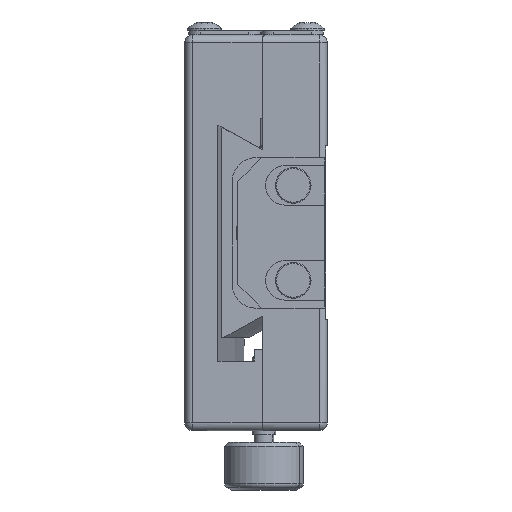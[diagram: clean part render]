
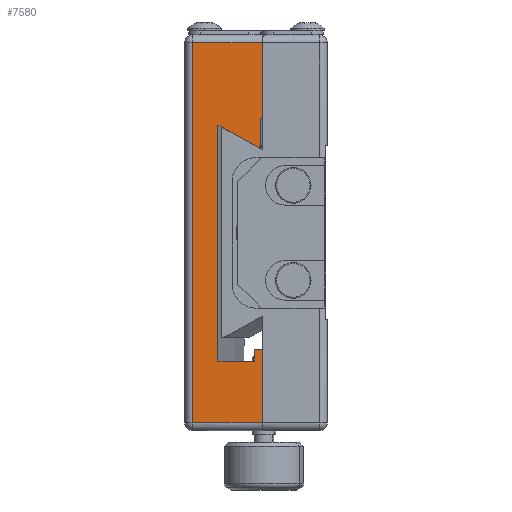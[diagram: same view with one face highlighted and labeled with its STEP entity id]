
A CAD part, left-side view. The second image highlights one B-rep face of the part: STEP entity #7580.
In plain terms, the highlighted planar face has unit normal (-1, 0, 0).
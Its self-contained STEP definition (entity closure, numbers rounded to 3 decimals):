
#550 = VERTEX_POINT ( 'NONE', #12450 ) ;
#1577 = CARTESIAN_POINT ( 'NONE',  ( -25., -95.585, 11.085 ) ) ;
#1712 = EDGE_CURVE ( 'NONE', #34985, #12970, #15208, .T. ) ;
#1791 = LINE ( 'NONE', #49888, #2993 ) ;
#1879 = LINE ( 'NONE', #31954, #30357 ) ;
#2598 = EDGE_CURVE ( 'NONE', #18129, #12970, #38734, .T. ) ;
#2993 = VECTOR ( 'NONE', #22605, 1000. ) ;
#3066 = CARTESIAN_POINT ( 'NONE',  ( -25., -90.2, 13.614 ) ) ;
#3358 = VECTOR ( 'NONE', #25637, 1000. ) ;
#4205 = VERTEX_POINT ( 'NONE', #37448 ) ;
#4533 = FACE_OUTER_BOUND ( 'NONE', #43217, .T. ) ;
#5533 = ORIENTED_EDGE ( 'NONE', *, *, #34500, .T. ) ;
#5549 = CARTESIAN_POINT ( 'NONE',  ( -25., -95.791, 24. ) ) ;
#5769 = VECTOR ( 'NONE', #41931, 1000. ) ;
#5859 = ORIENTED_EDGE ( 'NONE', *, *, #36099, .T. ) ;
#6165 = CARTESIAN_POINT ( 'NONE',  ( -25., -86., -14.7 ) ) ;
#6501 = VERTEX_POINT ( 'NONE', #8404 ) ;
#6532 = CARTESIAN_POINT ( 'NONE',  ( -25., -91.892, 12.672 ) ) ;
#6561 = ORIENTED_EDGE ( 'NONE', *, *, #17582, .T. ) ;
#6736 = CARTESIAN_POINT ( 'NONE',  ( -25., -95.585, 11.085 ) ) ;
#7402 = CARTESIAN_POINT ( 'NONE',  ( -25., -87., 24. ) ) ;
#7550 = CARTESIAN_POINT ( 'NONE',  ( -25., -86., 14.5 ) ) ;
#7580 = ADVANCED_FACE ( 'NONE', ( #4533 ), #22898, .F. ) ;
#8035 = B_SPLINE_CURVE_WITH_KNOTS ( 'NONE', 3,
 ( #18045, #6532, #33616, #10436 ),
 .UNSPECIFIED., .F., .F.,
 ( 4, 4 ),
 ( 0.015, 0.021 ),
 .UNSPECIFIED. ) ;
#8404 = CARTESIAN_POINT ( 'NONE',  ( -25., -94.758, -14.7 ) ) ;
#9086 = VECTOR ( 'NONE', #44277, 1000. ) ;
#9198 = ORIENTED_EDGE ( 'NONE', *, *, #42558, .T. ) ;
#9246 = LINE ( 'NONE', #6165, #17122 ) ;
#10087 = DIRECTION ( 'NONE',  ( 0., 1., 0. ) ) ;
#10436 = CARTESIAN_POINT ( 'NONE',  ( -25., -95.275, 10.785 ) ) ;
#10538 = CARTESIAN_POINT ( 'NONE',  ( -25., -90.2, -16.2 ) ) ;
#12191 = CARTESIAN_POINT ( 'NONE',  ( -25., -95.585, 14.5 ) ) ;
#12450 = CARTESIAN_POINT ( 'NONE',  ( -25., -95.791, 14.5 ) ) ;
#12677 = DIRECTION ( 'NONE',  ( 0., 0., 1. ) ) ;
#12970 = VERTEX_POINT ( 'NONE', #34922 ) ;
#13385 = B_SPLINE_CURVE_WITH_KNOTS ( 'NONE', 3,
 ( #28508, #44151, #24721, #1577 ),
 .UNSPECIFIED., .F., .F.,
 ( 4, 4 ),
 ( 0.018, 0.018 ),
 .UNSPECIFIED. ) ;
#13724 = LINE ( 'NONE', #14228, #3358 ) ;
#14228 = CARTESIAN_POINT ( 'NONE',  ( -25., -94.758, -10.496 ) ) ;
#14707 = CARTESIAN_POINT ( 'NONE',  ( -25., -87., 25. ) ) ;
#15208 = LINE ( 'NONE', #35929, #44937 ) ;
#15731 = VECTOR ( 'NONE', #35913, 1000. ) ;
#16142 = DIRECTION ( 'NONE',  ( 0., 1., 0. ) ) ;
#16709 = ORIENTED_EDGE ( 'NONE', *, *, #40805, .T. ) ;
#17122 = VECTOR ( 'NONE', #10087, 1000. ) ;
#17300 = LINE ( 'NONE', #34148, #5769 ) ;
#17348 = LINE ( 'NONE', #7550, #37886 ) ;
#17582 = EDGE_CURVE ( 'NONE', #47216, #32943, #8035, .T. ) ;
#18045 = CARTESIAN_POINT ( 'NONE',  ( -25., -90.2, 13.614 ) ) ;
#18129 = VERTEX_POINT ( 'NONE', #42424 ) ;
#19504 = EDGE_CURVE ( 'NONE', #34915, #550, #17348, .T. ) ;
#20003 = VERTEX_POINT ( 'NONE', #10538 ) ;
#20110 = EDGE_CURVE ( 'NONE', #39268, #550, #17300, .T. ) ;
#22438 = DIRECTION ( 'NONE',  ( 0., 0., -1. ) ) ;
#22605 = DIRECTION ( 'NONE',  ( 0., 1., 0. ) ) ;
#22682 = DIRECTION ( 'NONE',  ( 0., 1., 0. ) ) ;
#22732 = DIRECTION ( 'NONE',  ( 1., 0., 0. ) ) ;
#22798 = CARTESIAN_POINT ( 'NONE',  ( -25., -86., 25. ) ) ;
#22802 = VECTOR ( 'NONE', #22438, 1000. ) ;
#22898 = PLANE ( 'NONE',  #44337 ) ;
#24721 = CARTESIAN_POINT ( 'NONE',  ( -25., -95.481, 10.985 ) ) ;
#25131 = ORIENTED_EDGE ( 'NONE', *, *, #2598, .F. ) ;
#25637 = DIRECTION ( 'NONE',  ( 0., 0., -1. ) ) ;
#27609 = CARTESIAN_POINT ( 'NONE',  ( -25., -86., 24. ) ) ;
#28508 = CARTESIAN_POINT ( 'NONE',  ( -25., -95.275, 10.785 ) ) ;
#29787 = ORIENTED_EDGE ( 'NONE', *, *, #42054, .T. ) ;
#30357 = VECTOR ( 'NONE', #12677, 1000. ) ;
#30549 = ORIENTED_EDGE ( 'NONE', *, *, #1712, .T. ) ;
#30736 = DIRECTION ( 'NONE',  ( 0., -1., 0. ) ) ;
#30852 = LINE ( 'NONE', #27609, #39934 ) ;
#31954 = CARTESIAN_POINT ( 'NONE',  ( -25., -90.2, 25. ) ) ;
#32023 = CARTESIAN_POINT ( 'NONE',  ( -25., -95.585, -10.496 ) ) ;
#32943 = VERTEX_POINT ( 'NONE', #50397 ) ;
#33144 = LINE ( 'NONE', #14707, #22802 ) ;
#33164 = ORIENTED_EDGE ( 'NONE', *, *, #39915, .T. ) ;
#33616 = CARTESIAN_POINT ( 'NONE',  ( -25., -93.584, 11.729 ) ) ;
#34148 = CARTESIAN_POINT ( 'NONE',  ( -25., -95.791, 25. ) ) ;
#34500 = EDGE_CURVE ( 'NONE', #37624, #34915, #35103, .T. ) ;
#34915 = VERTEX_POINT ( 'NONE', #12191 ) ;
#34922 = CARTESIAN_POINT ( 'NONE',  ( -25., -95.791, -24. ) ) ;
#34985 = VERTEX_POINT ( 'NONE', #35856 ) ;
#35103 = LINE ( 'NONE', #32023, #15731 ) ;
#35856 = CARTESIAN_POINT ( 'NONE',  ( -25., -87., -24. ) ) ;
#35913 = DIRECTION ( 'NONE',  ( 0., 0., 1. ) ) ;
#35929 = CARTESIAN_POINT ( 'NONE',  ( -25., -86., -24. ) ) ;
#35934 = DIRECTION ( 'NONE',  ( 0., -1., 0. ) ) ;
#36099 = EDGE_CURVE ( 'NONE', #49121, #34985, #33144, .T. ) ;
#37448 = CARTESIAN_POINT ( 'NONE',  ( -25., -94.758, -16.2 ) ) ;
#37624 = VERTEX_POINT ( 'NONE', #6736 ) ;
#37886 = VECTOR ( 'NONE', #30736, 1000. ) ;
#38734 = LINE ( 'NONE', #42493, #9086 ) ;
#39268 = VERTEX_POINT ( 'NONE', #5549 ) ;
#39915 = EDGE_CURVE ( 'NONE', #18129, #6501, #9246, .T. ) ;
#39934 = VECTOR ( 'NONE', #16142, 1000. ) ;
#40805 = EDGE_CURVE ( 'NONE', #20003, #47216, #1879, .T. ) ;
#41931 = DIRECTION ( 'NONE',  ( 0., 0., -1. ) ) ;
#42054 = EDGE_CURVE ( 'NONE', #4205, #20003, #1791, .T. ) ;
#42424 = CARTESIAN_POINT ( 'NONE',  ( -25., -95.791, -14.7 ) ) ;
#42493 = CARTESIAN_POINT ( 'NONE',  ( -25., -95.791, 25. ) ) ;
#42558 = EDGE_CURVE ( 'NONE', #39268, #49121, #30852, .T. ) ;
#43217 = EDGE_LOOP ( 'NONE', ( #16709, #6561, #45299, #5533, #45233, #48440, #9198, #5859, #30549, #25131, #33164, #45786, #29787 ) ) ;
#44151 = CARTESIAN_POINT ( 'NONE',  ( -25., -95.378, 10.885 ) ) ;
#44277 = DIRECTION ( 'NONE',  ( 0., 0., -1. ) ) ;
#44337 = AXIS2_PLACEMENT_3D ( 'NONE', #22798, #22732, #22682 ) ;
#44937 = VECTOR ( 'NONE', #35934, 1000. ) ;
#45154 = EDGE_CURVE ( 'NONE', #6501, #4205, #13724, .T. ) ;
#45233 = ORIENTED_EDGE ( 'NONE', *, *, #19504, .T. ) ;
#45299 = ORIENTED_EDGE ( 'NONE', *, *, #48567, .T. ) ;
#45786 = ORIENTED_EDGE ( 'NONE', *, *, #45154, .T. ) ;
#47216 = VERTEX_POINT ( 'NONE', #3066 ) ;
#48440 = ORIENTED_EDGE ( 'NONE', *, *, #20110, .F. ) ;
#48567 = EDGE_CURVE ( 'NONE', #32943, #37624, #13385, .T. ) ;
#49121 = VERTEX_POINT ( 'NONE', #7402 ) ;
#49888 = CARTESIAN_POINT ( 'NONE',  ( -25., -86., -16.2 ) ) ;
#50397 = CARTESIAN_POINT ( 'NONE',  ( -25., -95.275, 10.785 ) ) ;
